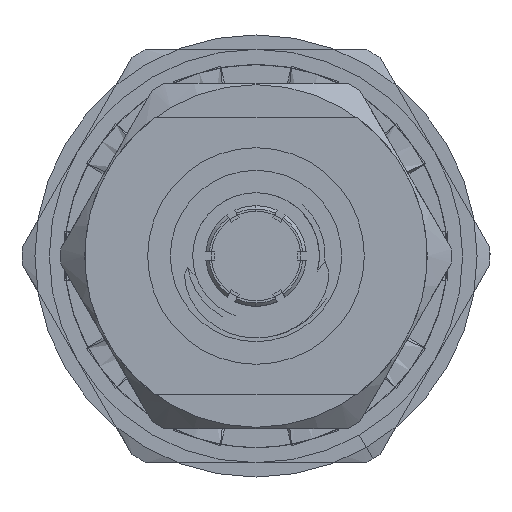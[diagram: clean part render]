
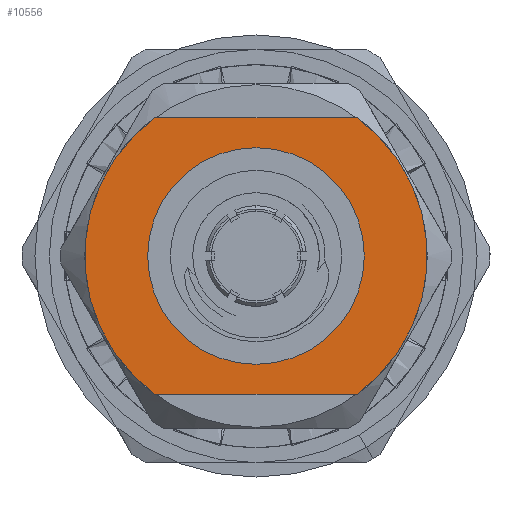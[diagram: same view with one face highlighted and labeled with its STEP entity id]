
A CAD part, left-side view. The second image highlights one B-rep face of the part: STEP entity #10556.
In plain terms, the highlighted face is planar.
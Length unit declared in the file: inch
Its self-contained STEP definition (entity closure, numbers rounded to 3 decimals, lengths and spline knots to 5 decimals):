
#451 = ORIENTED_EDGE ( 'NONE', *, *, #25002, .F. ) ;
#1721 = CARTESIAN_POINT ( 'NONE',  ( 0.94, 0., 0. ) ) ;
#4489 = CARTESIAN_POINT ( 'NONE',  ( 0.94, 0.155, 0.125 ) ) ;
#5765 = DIRECTION ( 'NONE',  ( 0., 1., 0. ) ) ;
#6638 = AXIS2_PLACEMENT_3D ( 'NONE', #7824, #7631, #30850 ) ;
#6991 = VERTEX_POINT ( 'NONE', #15124 ) ;
#7037 = ORIENTED_EDGE ( 'NONE', *, *, #8888, .T. ) ;
#7137 = EDGE_LOOP ( 'NONE', ( #18420, #13598, #33604, #7037 ) ) ;
#7631 = DIRECTION ( 'NONE',  ( 1., 0., 0. ) ) ;
#7824 = CARTESIAN_POINT ( 'NONE',  ( 0.94, 0.155, 0. ) ) ;
#8254 = AXIS2_PLACEMENT_3D ( 'NONE', #17675, #23830, #27085 ) ;
#8491 = VERTEX_POINT ( 'NONE', #9483 ) ;
#8706 = DIRECTION ( 'NONE',  ( 1., 0., 0. ) ) ;
#8888 = EDGE_CURVE ( 'NONE', #8491, #17593, #10417, .T. ) ;
#9148 = VERTEX_POINT ( 'NONE', #11736 ) ;
#9483 = CARTESIAN_POINT ( 'NONE',  ( 0.94, 0.09165, 0.125 ) ) ;
#9568 = DIRECTION ( 'NONE',  ( 1., 0., 0. ) ) ;
#10093 = CIRCLE ( 'NONE', #37045, 0.155 ) ;
#10417 = LINE ( 'NONE', #4489, #24887 ) ;
#10421 = CIRCLE ( 'NONE', #23284, 0.06101 ) ;
#10556 = ADVANCED_FACE ( 'NONE', ( #33915, #22393 ), #21837, .T. ) ;
#10577 = EDGE_CURVE ( 'NONE', #17593, #9148, #28050, .T. ) ;
#10696 = VECTOR ( 'NONE', #5765, 39.37008 ) ;
#11508 = AXIS2_PLACEMENT_3D ( 'NONE', #1721, #28347, #19324 ) ;
#11736 = CARTESIAN_POINT ( 'NONE',  ( 0.94, -0.09165, -0.125 ) ) ;
#13598 = ORIENTED_EDGE ( 'NONE', *, *, #21050, .T. ) ;
#15124 = CARTESIAN_POINT ( 'NONE',  ( 0.94, 0.09165, -0.125 ) ) ;
#15400 = DIRECTION ( 'NONE',  ( 0., 0., -1. ) ) ;
#15410 = EDGE_LOOP ( 'NONE', ( #30940, #451 ) ) ;
#16223 = CIRCLE ( 'NONE', #8254, 0.06101 ) ;
#16465 = VERTEX_POINT ( 'NONE', #17349 ) ;
#16912 = DIRECTION ( 'NONE',  ( 0., -1., 0. ) ) ;
#17349 = CARTESIAN_POINT ( 'NONE',  ( 0.94, 0., -0.06101 ) ) ;
#17593 = VERTEX_POINT ( 'NONE', #24520 ) ;
#17675 = CARTESIAN_POINT ( 'NONE',  ( 0.94, 0., 0. ) ) ;
#17721 = EDGE_CURVE ( 'NONE', #6991, #8491, #10093, .T. ) ;
#18420 = ORIENTED_EDGE ( 'NONE', *, *, #10577, .T. ) ;
#19324 = DIRECTION ( 'NONE',  ( 0., 0., -1. ) ) ;
#19873 = EDGE_CURVE ( 'NONE', #16465, #34107, #16223, .T. ) ;
#21050 = EDGE_CURVE ( 'NONE', #9148, #6991, #31649, .T. ) ;
#21837 = PLANE ( 'NONE',  #6638 ) ;
#22393 = FACE_OUTER_BOUND ( 'NONE', #7137, .T. ) ;
#23284 = AXIS2_PLACEMENT_3D ( 'NONE', #30001, #8706, #15400 ) ;
#23830 = DIRECTION ( 'NONE',  ( 1., 0., 0. ) ) ;
#24520 = CARTESIAN_POINT ( 'NONE',  ( 0.94, -0.09165, 0.125 ) ) ;
#24887 = VECTOR ( 'NONE', #16912, 39.37008 ) ;
#25002 = EDGE_CURVE ( 'NONE', #34107, #16465, #10421, .T. ) ;
#27085 = DIRECTION ( 'NONE',  ( 0., 0., -1. ) ) ;
#27717 = CARTESIAN_POINT ( 'NONE',  ( 0.94, 0., 0.06101 ) ) ;
#28050 = CIRCLE ( 'NONE', #11508, 0.155 ) ;
#28347 = DIRECTION ( 'NONE',  ( 1., 0., 0. ) ) ;
#30001 = CARTESIAN_POINT ( 'NONE',  ( 0.94, 0., 0. ) ) ;
#30850 = DIRECTION ( 'NONE',  ( 0., 0., -1. ) ) ;
#30940 = ORIENTED_EDGE ( 'NONE', *, *, #19873, .F. ) ;
#31649 = LINE ( 'NONE', #31837, #10696 ) ;
#31837 = CARTESIAN_POINT ( 'NONE',  ( 0.94, 0.155, -0.125 ) ) ;
#33160 = CARTESIAN_POINT ( 'NONE',  ( 0.94, 0., 0. ) ) ;
#33347 = DIRECTION ( 'NONE',  ( 0., 0., -1. ) ) ;
#33604 = ORIENTED_EDGE ( 'NONE', *, *, #17721, .T. ) ;
#33915 = FACE_BOUND ( 'NONE', #15410, .T. ) ;
#34107 = VERTEX_POINT ( 'NONE', #27717 ) ;
#37045 = AXIS2_PLACEMENT_3D ( 'NONE', #33160, #9568, #33347 ) ;
